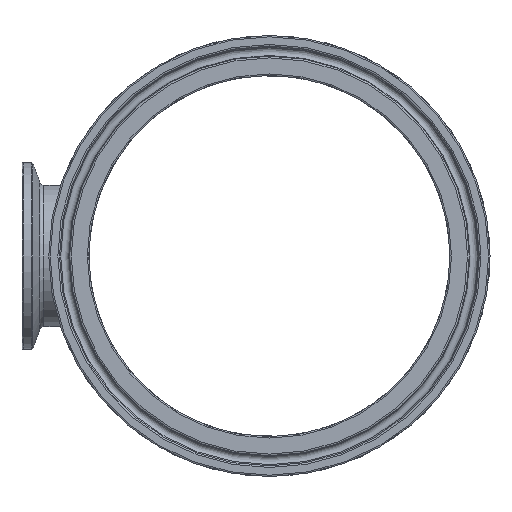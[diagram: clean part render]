
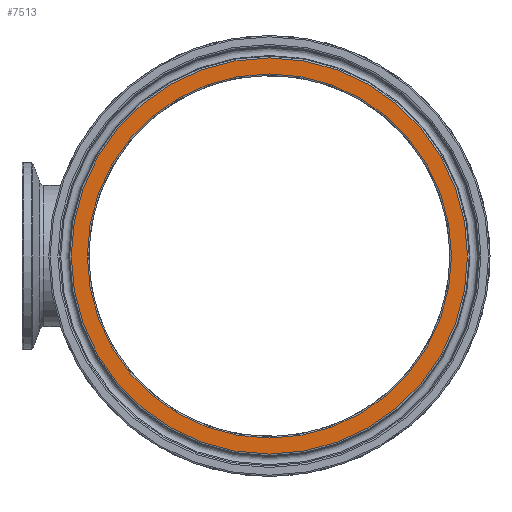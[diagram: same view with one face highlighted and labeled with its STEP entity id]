
A CAD part, left-side view. The second image highlights one B-rep face of the part: STEP entity #7513.
In plain terms, the highlighted planar face has unit normal (-1, 0, 0).
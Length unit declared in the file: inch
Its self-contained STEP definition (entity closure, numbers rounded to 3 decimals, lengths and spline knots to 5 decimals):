
#184=FACE_BOUND('',#1478,.T.);
#387=PLANE('',#8018);
#965=FACE_OUTER_BOUND('',#1477,.T.);
#1477=EDGE_LOOP('',(#6975));
#1478=EDGE_LOOP('',(#6976));
#2703=CIRCLE('',#8017,1.932);
#2704=CIRCLE('',#8019,2.10216);
#3772=VERTEX_POINT('',#15907);
#3773=VERTEX_POINT('',#15910);
#4849=EDGE_CURVE('',#3772,#3772,#2703,.T.);
#4850=EDGE_CURVE('',#3773,#3773,#2704,.T.);
#6975=ORIENTED_EDGE('',*,*,#4850,.F.);
#6976=ORIENTED_EDGE('',*,*,#4849,.F.);
#7513=ADVANCED_FACE('',(#965,#184),#387,.T.);
#8017=AXIS2_PLACEMENT_3D('',#15908,#9517,#9518);
#8018=AXIS2_PLACEMENT_3D('',#15909,#9519,#9520);
#8019=AXIS2_PLACEMENT_3D('',#15911,#9521,#9522);
#9517=DIRECTION('center_axis',(-1.,0.,0.));
#9518=DIRECTION('ref_axis',(0.,-1.,0.));
#9519=DIRECTION('center_axis',(-1.,0.,0.));
#9520=DIRECTION('ref_axis',(0.,0.,1.));
#9521=DIRECTION('center_axis',(1.,0.,0.));
#9522=DIRECTION('ref_axis',(0.,-1.,0.));
#15907=CARTESIAN_POINT('',(-4.0625,1.932,0.));
#15908=CARTESIAN_POINT('Origin',(-4.0625,0.,0.));
#15909=CARTESIAN_POINT('Origin',(-4.0625,2.11616,0.));
#15910=CARTESIAN_POINT('',(-4.0625,2.10216,0.));
#15911=CARTESIAN_POINT('Origin',(-4.0625,0.,0.));
